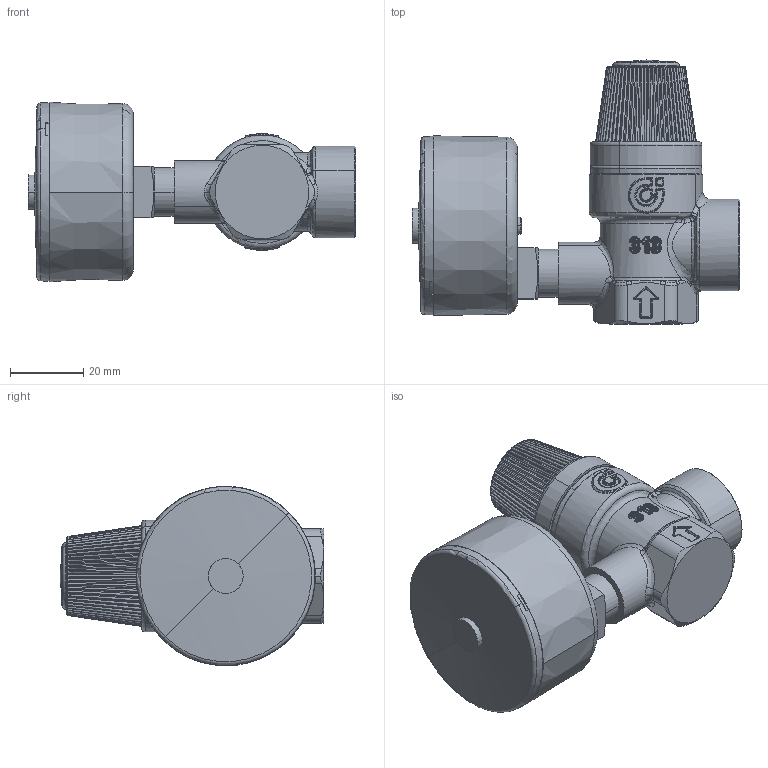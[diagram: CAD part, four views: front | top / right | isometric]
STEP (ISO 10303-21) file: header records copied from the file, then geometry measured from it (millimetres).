
FILE_DESCRIPTION(('CATIA V5 STEP Exchange','CAx-IF Rec.Pracs.--- Model Styling and Organization---1.5--- 2016-08-15','CAx-IF Rec.Pracs.---Supplemental Geometry---1.0---2011-11-01','CAx-IF Rec.Pracs.--- Composite Materials ---3.4---2017-06-13','CAx-IF Rec.Pracs.---Tessellated 3D Geometry---1.0---2015-12-17'),'2;1');
FILE_NAME('STEP_313425_-_TST.stp','2023-06-13T08:43:47+00:00',('none'),('none'),'CATIA Version 5-6 Release 2020 SP5','CATIA V5 STEP AP242 v2','none');
FILE_SCHEMA(('AP242_MANAGED_MODEL_BASED_3D_ENGINEERING_MIM_LF {1 0 10303 442 1 1 4}'));
Length unit declared in the file: millimetre
Products named in the file (1): 313425 - TST
Bounding box: 89.2 x 72 x 49 mm (x, y, z)
Volume: 100286.1 mm3; surface area: 18519.1 mm2
Topology: 1 solids, 6 shells, 1167 faces, 2886 edges, 1678 vertices
Faces by surface type: bspline 706, cylinder 159, plane 108, torus 91, sphere 63, cone 40
Entity records: 72174 total; most frequent: CARTESIAN_POINT 52351, ORIENTED_EDGE 5618, EDGE_CURVE 2809, B_SPLINE_CURVE_WITH_KNOTS 2141, VERTEX_POINT 1678, DIRECTION 1308, EDGE_LOOP 1191, ADVANCED_FACE 1167
